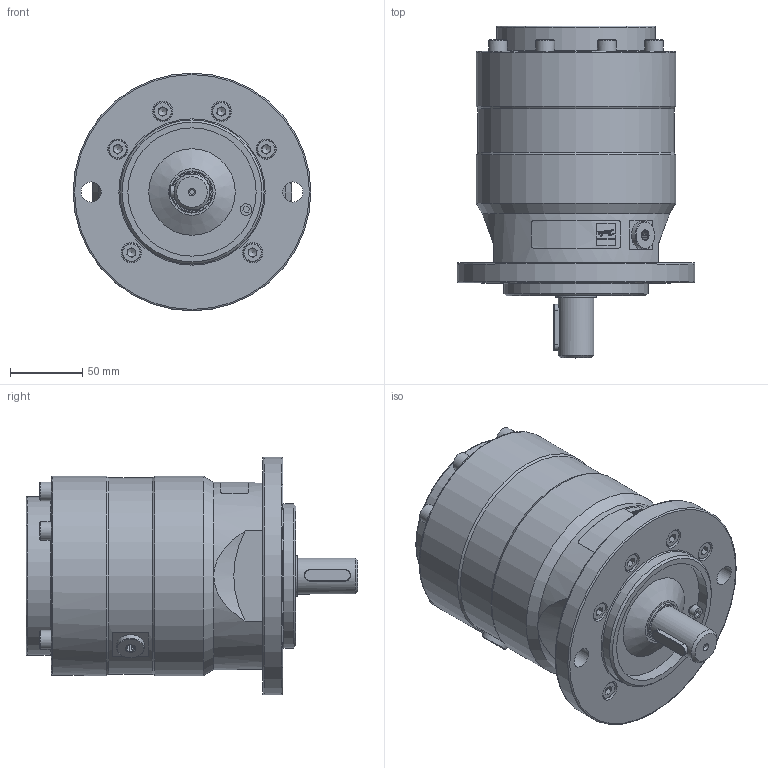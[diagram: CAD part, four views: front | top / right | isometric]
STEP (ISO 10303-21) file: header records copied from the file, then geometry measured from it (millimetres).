
FILE_DESCRIPTION(/* description */ (''),/* implementation_level */ '2;1');
FILE_NAME(/* name */ '180B0037_A.stp',/* time_stamp */ '2014-12-01T13:33:07+01:00',/* author */ (''),/* organization */ (''),/* preprocessor_version */ 'ST-DEVELOPER v11',/* originating_system */ 'SIEMENS PLM Software NX 7.5',/* authorisation */ '');
FILE_SCHEMA (('CONFIG_CONTROL_DESIGN'));
Length unit declared in the file: millimetre
Products named in the file (1): f3424686waoi
Bounding box: 165 x 230.32 x 165 mm (x, y, z)
Volume: 2619055.6 mm3; surface area: 140347.5 mm2
Topology: 1 solids, 1 shells, 442 faces, 1086 edges, 687 vertices
Faces by surface type: plane 282, cylinder 67, extrusion 43, cone 41, torus 9
Full cylindrical faces by diameter (mm): 6.2 x2, 6.6 x1, 8 x1, 13 x12, 14 x8, 19 x2, 24.5 x1, 24.99 x1, 27.99 x1, 29.2 x1, 39 x1, 89 x1, 99.97 x1, 110 x1, 136.3 x1, 138.3 x2, 165 x1
Entity records: 15050 total; most frequent: CARTESIAN_POINT 5183, DIRECTION 1962, ORIENTED_EDGE 1906, EDGE_CURVE 953, AXIS2_PLACEMENT_3D 708, VERTEX_POINT 652, EDGE_LOOP 571, VECTOR 546
